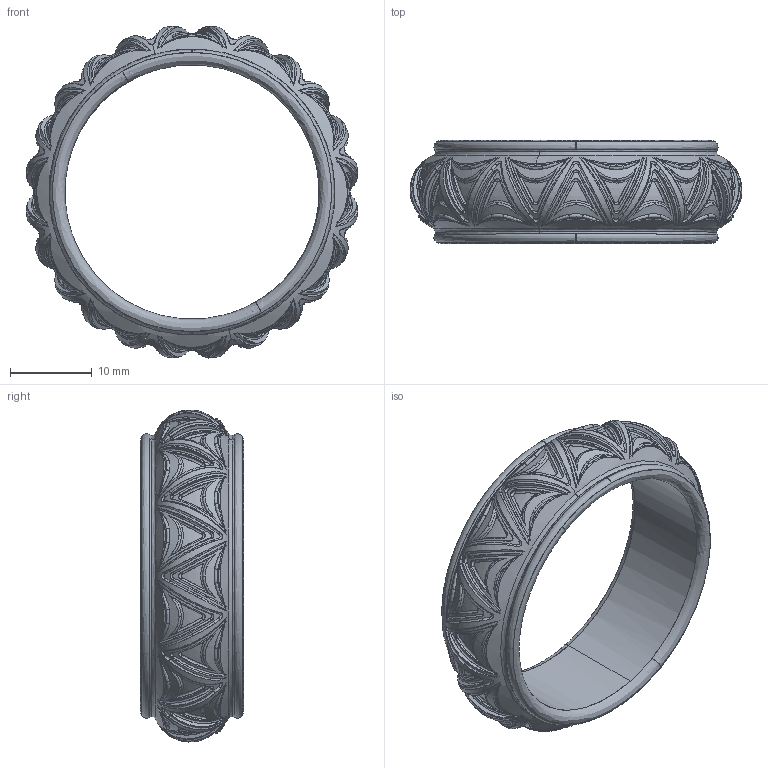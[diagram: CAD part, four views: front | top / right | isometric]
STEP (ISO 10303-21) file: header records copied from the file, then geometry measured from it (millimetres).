
FILE_DESCRIPTION(('FreeCAD Model'),'2;1');
FILE_NAME('Open CASCADE Shape Model','2025-04-27T20:56:11',('FreeCAD'),( 'FreeCAD'),'Open CASCADE STEP processor 7.6','FreeCAD','Unknown');
FILE_SCHEMA(('AUTOMOTIVE_DESIGN { 1 0 10303 214 1 1 1 1 }'));
Products named in the file (1): Open CASCADE STEP translator 7.6 1
Bounding box: 40.64 x 12.66 x 40.67 mm (x, y, z)
Surface area: 3566 mm2 (no closed solid volume)
Topology: 0 solids, 956 shells, 956 faces, 11032 edges, 11032 vertices
Faces by surface type: bspline 956
Entity records: 146262 total; most frequent: CARTESIAN_POINT 97779, ORIENTED_EDGE 11032, EDGE_CURVE 11032, VERTEX_POINT 11032, B_SPLINE_CURVE_WITH_KNOTS 10308, FACE_BOUND 1002, EDGE_LOOP 1002, SHELL_BASED_SURFACE_MODEL 956
